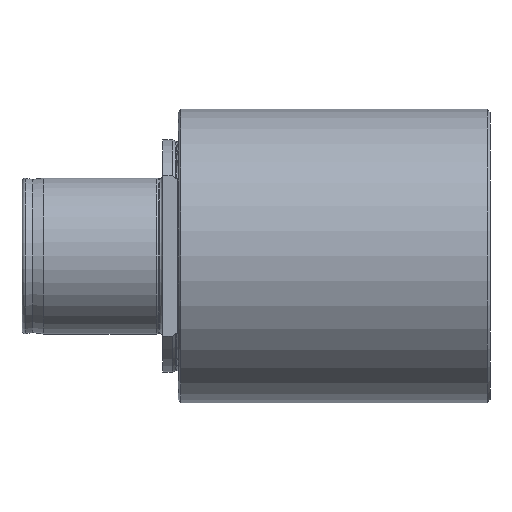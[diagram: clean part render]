
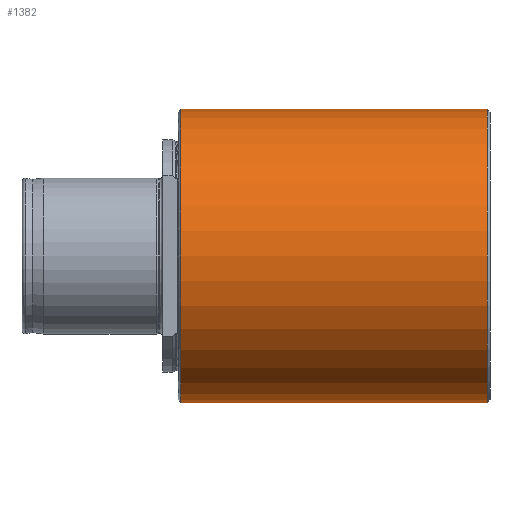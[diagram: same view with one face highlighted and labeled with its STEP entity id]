
A CAD part, front view. The second image highlights one B-rep face of the part: STEP entity #1382.
In plain terms, the highlighted cylindrical face has radius 47 mm (diameter 94 mm), a partial arc.
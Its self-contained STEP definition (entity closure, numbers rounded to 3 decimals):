
#2 = CARTESIAN_POINT ( 'NONE',  ( 149.1, 0., -47. ) ) ;
#153 = DIRECTION ( 'NONE',  ( -1., 0., 0. ) ) ;
#179 = FACE_OUTER_BOUND ( 'NONE', #2590, .T. ) ;
#185 = CARTESIAN_POINT ( 'NONE',  ( 50.9, 0., 47. ) ) ;
#310 = AXIS2_PLACEMENT_3D ( 'NONE', #4077, #3314, #3378 ) ;
#493 = ORIENTED_EDGE ( 'NONE', *, *, #3538, .F. ) ;
#666 = DIRECTION ( 'NONE',  ( 0., 0., 1. ) ) ;
#694 = CYLINDRICAL_SURFACE ( 'NONE', #3716, 47. ) ;
#700 = EDGE_CURVE ( 'NONE', #3752, #1060, #2165, .T. ) ;
#742 = CARTESIAN_POINT ( 'NONE',  ( 149.1, 0., 47. ) ) ;
#893 = CARTESIAN_POINT ( 'NONE',  ( 50.9, 0., -47. ) ) ;
#945 = CARTESIAN_POINT ( 'NONE',  ( 0., 0., -47. ) ) ;
#1010 = DIRECTION ( 'NONE',  ( 0., 0., 1. ) ) ;
#1013 = DIRECTION ( 'NONE',  ( -1., 0., 0. ) ) ;
#1060 = VERTEX_POINT ( 'NONE', #2 ) ;
#1158 = EDGE_CURVE ( 'NONE', #3752, #2195, #4169, .T. ) ;
#1272 = ORIENTED_EDGE ( 'NONE', *, *, #1158, .T. ) ;
#1382 = ADVANCED_FACE ( 'NONE', ( #179 ), #694, .T. ) ;
#1468 = ORIENTED_EDGE ( 'NONE', *, *, #700, .F. ) ;
#1473 = CARTESIAN_POINT ( 'NONE',  ( 0., 0., 0. ) ) ;
#1604 = DIRECTION ( 'NONE',  ( 1., 0., 0. ) ) ;
#1910 = VECTOR ( 'NONE', #3963, 1000. ) ;
#1961 = CARTESIAN_POINT ( 'NONE',  ( 0., 0., 47. ) ) ;
#2165 = CIRCLE ( 'NONE', #2208, 47. ) ;
#2195 = VERTEX_POINT ( 'NONE', #185 ) ;
#2208 = AXIS2_PLACEMENT_3D ( 'NONE', #3749, #1604, #1010 ) ;
#2232 = ORIENTED_EDGE ( 'NONE', *, *, #3223, .F. ) ;
#2555 = LINE ( 'NONE', #945, #4196 ) ;
#2590 = EDGE_LOOP ( 'NONE', ( #493, #1468, #1272, #2232 ) ) ;
#2786 = VERTEX_POINT ( 'NONE', #893 ) ;
#3223 = EDGE_CURVE ( 'NONE', #2786, #2195, #3372, .T. ) ;
#3314 = DIRECTION ( 'NONE',  ( -1., 0., 0. ) ) ;
#3372 = CIRCLE ( 'NONE', #310, 47. ) ;
#3378 = DIRECTION ( 'NONE',  ( 0., 0., -1. ) ) ;
#3538 = EDGE_CURVE ( 'NONE', #1060, #2786, #2555, .T. ) ;
#3716 = AXIS2_PLACEMENT_3D ( 'NONE', #1473, #1013, #666 ) ;
#3749 = CARTESIAN_POINT ( 'NONE',  ( 149.1, 0., 0. ) ) ;
#3752 = VERTEX_POINT ( 'NONE', #742 ) ;
#3963 = DIRECTION ( 'NONE',  ( -1., 0., 0. ) ) ;
#4077 = CARTESIAN_POINT ( 'NONE',  ( 50.9, 0., 0. ) ) ;
#4169 = LINE ( 'NONE', #1961, #1910 ) ;
#4196 = VECTOR ( 'NONE', #153, 1000. ) ;
